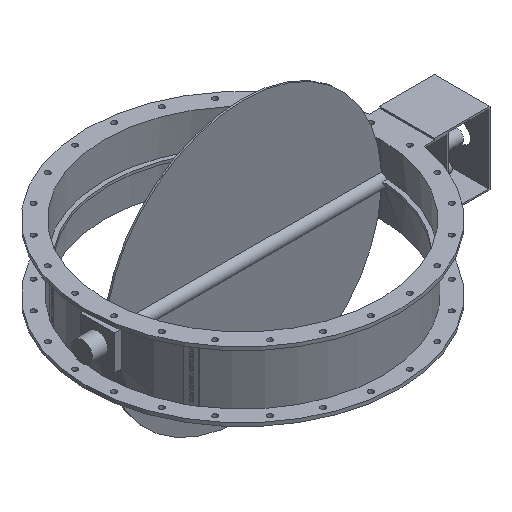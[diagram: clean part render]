
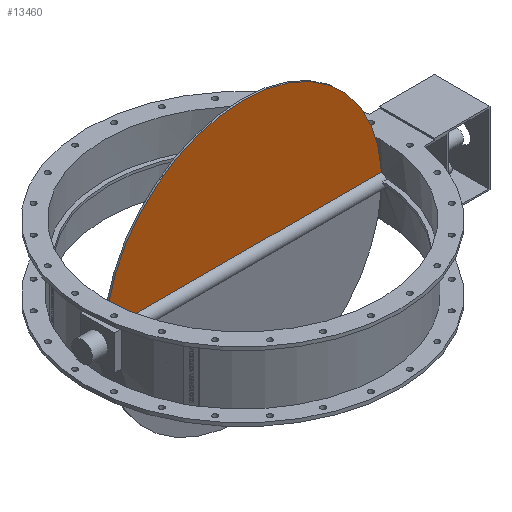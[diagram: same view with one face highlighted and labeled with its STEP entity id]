
A CAD part, isometric view. The second image highlights one B-rep face of the part: STEP entity #13460.
In plain terms, the highlighted planar face has unit normal (0, -1, 0).
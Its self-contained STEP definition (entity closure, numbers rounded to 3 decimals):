
#156=CIRCLE('',#14065,500.);
#827=PLANE('',#14064);
#1436=FACE_OUTER_BOUND('',#2235,.T.);
#2235=EDGE_LOOP('',(#11554,#11555));
#3580=LINE('',#23094,#4901);
#4901=VECTOR('',#16366,10.);
#6479=VERTEX_POINT('',#23092);
#6480=VERTEX_POINT('',#23093);
#8208=EDGE_CURVE('',#6479,#6480,#3580,.T.);
#8209=EDGE_CURVE('',#6479,#6480,#156,.T.);
#11554=ORIENTED_EDGE('',*,*,#8208,.F.);
#11555=ORIENTED_EDGE('',*,*,#8209,.T.);
#13460=ADVANCED_FACE('',(#1436),#827,.T.);
#14064=AXIS2_PLACEMENT_3D('',#23091,#16364,#16365);
#14065=AXIS2_PLACEMENT_3D('',#23095,#16367,#16368);
#16364=DIRECTION('center_axis',(0.,-1.,0.));
#16365=DIRECTION('ref_axis',(0.,0.,-1.));
#16366=DIRECTION('',(-1.,0.,0.));
#16367=DIRECTION('center_axis',(0.,-1.,0.));
#16368=DIRECTION('ref_axis',(1.,0.,0.));
#23091=CARTESIAN_POINT('Origin',(0.,-3.,0.));
#23092=CARTESIAN_POINT('',(499.384,-3.,24.819));
#23093=CARTESIAN_POINT('',(-499.384,-3.,24.819));
#23094=CARTESIAN_POINT('',(712.,-3.,24.819));
#23095=CARTESIAN_POINT('Origin',(0.,-3.,0.));
